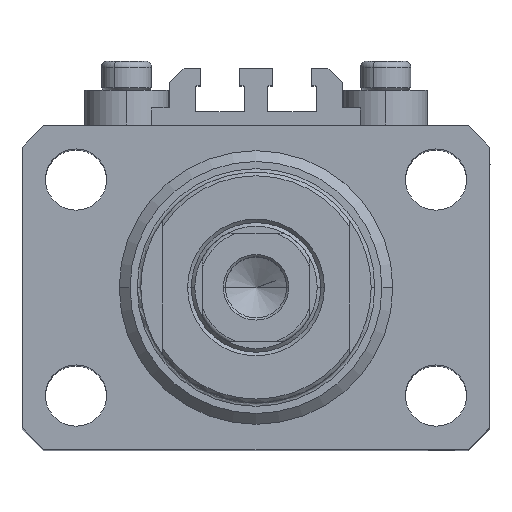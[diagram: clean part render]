
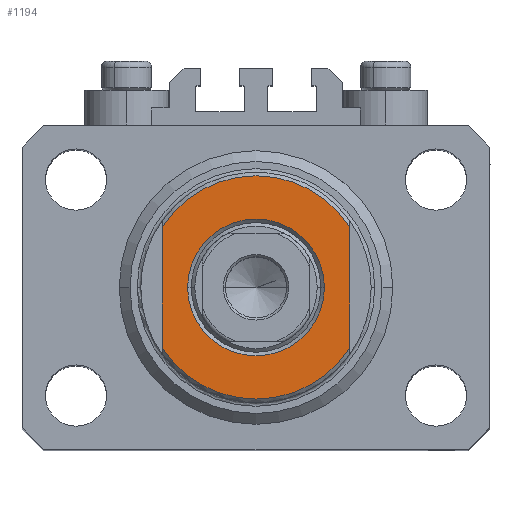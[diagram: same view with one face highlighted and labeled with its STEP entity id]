
A CAD part, top view. The second image highlights one B-rep face of the part: STEP entity #1194.
In plain terms, the highlighted face is planar.
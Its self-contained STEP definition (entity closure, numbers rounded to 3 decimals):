
#116 = LINE ( 'NONE', #17584, #8436 ) ;
#1023 = ORIENTED_EDGE ( 'NONE', *, *, #36522, .T. ) ;
#1183 = DIRECTION ( 'NONE',  ( 0., 0., 1. ) ) ;
#1194 = ADVANCED_FACE ( 'NONE', ( #41838, #39619 ), #15999, .T. ) ;
#3005 = EDGE_LOOP ( 'NONE', ( #31565, #1023 ) ) ;
#4737 = VERTEX_POINT ( 'NONE', #9637 ) ;
#4843 = VERTEX_POINT ( 'NONE', #6285 ) ;
#5643 = CARTESIAN_POINT ( 'NONE',  ( 13., -8.441, -6.5 ) ) ;
#5723 = CARTESIAN_POINT ( 'NONE',  ( 0., 0., -6.5 ) ) ;
#6285 = CARTESIAN_POINT ( 'NONE',  ( -13., 8.441, -6.5 ) ) ;
#8436 = VECTOR ( 'NONE', #32196, 1000. ) ;
#8658 = EDGE_CURVE ( 'NONE', #4737, #36791, #116, .T. ) ;
#9066 = CARTESIAN_POINT ( 'NONE',  ( 0., 0., -6.5 ) ) ;
#9254 = VERTEX_POINT ( 'NONE', #15224 ) ;
#9637 = CARTESIAN_POINT ( 'NONE',  ( 13., 8.441, -6.5 ) ) ;
#11620 = CARTESIAN_POINT ( 'NONE',  ( 0., 0., -6.5 ) ) ;
#12636 = DIRECTION ( 'NONE',  ( 0., 0., -1. ) ) ;
#13060 = CIRCLE ( 'NONE', #32942, 9.5 ) ;
#13428 = ORIENTED_EDGE ( 'NONE', *, *, #19719, .F. ) ;
#14971 = EDGE_LOOP ( 'NONE', ( #20819, #31632, #43003, #13428 ) ) ;
#15224 = CARTESIAN_POINT ( 'NONE',  ( 9.5, 0., -6.5 ) ) ;
#15675 = DIRECTION ( 'NONE',  ( 0., 0., -1. ) ) ;
#15999 = PLANE ( 'NONE',  #44513 ) ;
#17584 = CARTESIAN_POINT ( 'NONE',  ( 13., -43.081, -6.5 ) ) ;
#18777 = EDGE_CURVE ( 'NONE', #43486, #9254, #24256, .T. ) ;
#18839 = CARTESIAN_POINT ( 'NONE',  ( -13., -43.081, -6.5 ) ) ;
#19060 = CIRCLE ( 'NONE', #27452, 15.5 ) ;
#19719 = EDGE_CURVE ( 'NONE', #4843, #24155, #19784, .T. ) ;
#19784 = LINE ( 'NONE', #18839, #42545 ) ;
#20819 = ORIENTED_EDGE ( 'NONE', *, *, #46058, .T. ) ;
#23695 = DIRECTION ( 'NONE',  ( -1., 0., 0. ) ) ;
#24155 = VERTEX_POINT ( 'NONE', #32006 ) ;
#24256 = CIRCLE ( 'NONE', #40278, 9.5 ) ;
#25084 = DIRECTION ( 'NONE',  ( 0., 0., 1. ) ) ;
#26457 = DIRECTION ( 'NONE',  ( -1., 0., 0. ) ) ;
#27452 = AXIS2_PLACEMENT_3D ( 'NONE', #11620, #15675, #26457 ) ;
#27482 = CARTESIAN_POINT ( 'NONE',  ( 0., 0., -6.5 ) ) ;
#27967 = AXIS2_PLACEMENT_3D ( 'NONE', #5723, #39669, #31121 ) ;
#28824 = EDGE_CURVE ( 'NONE', #36791, #24155, #19060, .T. ) ;
#28910 = CARTESIAN_POINT ( 'NONE',  ( 0., 0., -6.5 ) ) ;
#31071 = DIRECTION ( 'NONE',  ( -1., 0., 0. ) ) ;
#31121 = DIRECTION ( 'NONE',  ( -1., 0., 0. ) ) ;
#31565 = ORIENTED_EDGE ( 'NONE', *, *, #18777, .T. ) ;
#31632 = ORIENTED_EDGE ( 'NONE', *, *, #8658, .T. ) ;
#32006 = CARTESIAN_POINT ( 'NONE',  ( -13., -8.441, -6.5 ) ) ;
#32196 = DIRECTION ( 'NONE',  ( 0., -1., 0. ) ) ;
#32942 = AXIS2_PLACEMENT_3D ( 'NONE', #9066, #1183, #23695 ) ;
#33339 = CIRCLE ( 'NONE', #27967, 15.5 ) ;
#33624 = CARTESIAN_POINT ( 'NONE',  ( -9.5, 0., -6.5 ) ) ;
#33668 = DIRECTION ( 'NONE',  ( 0., -1., 0. ) ) ;
#36522 = EDGE_CURVE ( 'NONE', #9254, #43486, #13060, .T. ) ;
#36791 = VERTEX_POINT ( 'NONE', #5643 ) ;
#39619 = FACE_OUTER_BOUND ( 'NONE', #14971, .T. ) ;
#39669 = DIRECTION ( 'NONE',  ( 0., 0., -1. ) ) ;
#40278 = AXIS2_PLACEMENT_3D ( 'NONE', #28910, #25084, #43013 ) ;
#41838 = FACE_BOUND ( 'NONE', #3005, .T. ) ;
#42545 = VECTOR ( 'NONE', #33668, 1000. ) ;
#43003 = ORIENTED_EDGE ( 'NONE', *, *, #28824, .T. ) ;
#43013 = DIRECTION ( 'NONE',  ( -1., 0., 0. ) ) ;
#43486 = VERTEX_POINT ( 'NONE', #33624 ) ;
#44513 = AXIS2_PLACEMENT_3D ( 'NONE', #27482, #12636, #31071 ) ;
#46058 = EDGE_CURVE ( 'NONE', #4843, #4737, #33339, .T. ) ;
